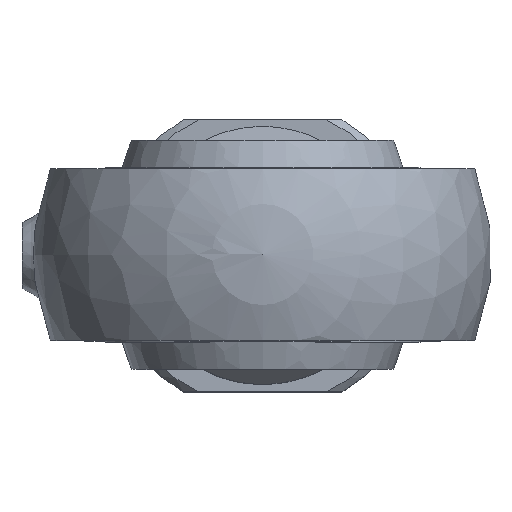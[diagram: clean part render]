
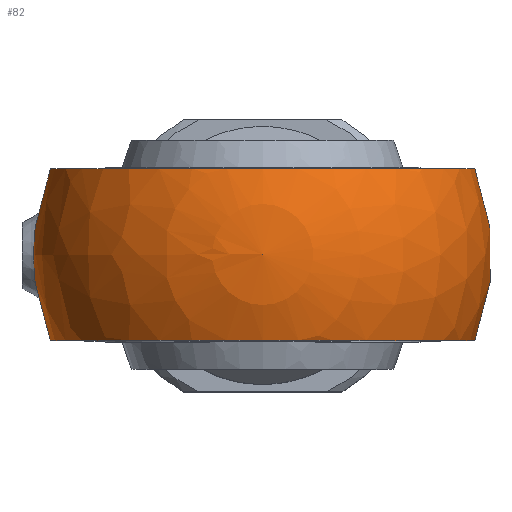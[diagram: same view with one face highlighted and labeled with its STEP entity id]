
A CAD part, top view. The second image highlights one B-rep face of the part: STEP entity #82.
In plain terms, the highlighted spherical face has radius 16 mm.
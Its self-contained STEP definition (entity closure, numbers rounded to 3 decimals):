
#82 = ADVANCED_FACE( '', ( #140, #141 ), #142, .T. );
#140 = FACE_BOUND( '', #261, .T. );
#141 = FACE_OUTER_BOUND( '', #262, .T. );
#142 = SPHERICAL_SURFACE( '', #263, 16. );
#261 = VERTEX_LOOP( '', #477 );
#262 = EDGE_LOOP( '', ( #478, #479, #480, #481 ) );
#263 = AXIS2_PLACEMENT_3D( '', #482, #483, #484 );
#477 = VERTEX_POINT( '', #712 );
#478 = ORIENTED_EDGE( '', *, *, #713, .F. );
#479 = ORIENTED_EDGE( '', *, *, #708, .T. );
#480 = ORIENTED_EDGE( '', *, *, #705, .F. );
#481 = ORIENTED_EDGE( '', *, *, #702, .T. );
#482 = CARTESIAN_POINT( '', ( 0., 0., 50. ) );
#483 = DIRECTION( '', ( 0., 0., -1. ) );
#484 = DIRECTION( '', ( -1., 0., 0. ) );
#702 = EDGE_CURVE( '', #776, #779, #781, .F. );
#705 = EDGE_CURVE( '', #776, #784, #786, .T. );
#708 = EDGE_CURVE( '', #787, #784, #790, .F. );
#712 = CARTESIAN_POINT( '', ( 0., 0., 66. ) );
#713 = EDGE_CURVE( '', #787, #779, #797, .T. );
#776 = VERTEX_POINT( '', #959 );
#779 = VERTEX_POINT( '', #970 );
#781 = CIRCLE( '', #979, 14.832 );
#784 = VERTEX_POINT( '', #982 );
#786 = CIRCLE( '', #991, 14.538 );
#787 = VERTEX_POINT( '', #992 );
#790 = CIRCLE( '', #1003, 14.832 );
#797 = CIRCLE( '', #1010, 14.538 );
#959 = CARTESIAN_POINT( '', ( 13.242, 6., 43.318 ) );
#970 = CARTESIAN_POINT( '', ( -13.242, 6., 43.318 ) );
#979 = AXIS2_PLACEMENT_3D( '', #1145, #1146, #1147 );
#982 = CARTESIAN_POINT( '', ( 13.242, -6., 43.318 ) );
#991 = AXIS2_PLACEMENT_3D( '', #1151, #1152, #1153 );
#992 = CARTESIAN_POINT( '', ( -13.242, -6., 43.318 ) );
#1003 = AXIS2_PLACEMENT_3D( '', #1155, #1156, #1157 );
#1010 = AXIS2_PLACEMENT_3D( '', #1167, #1168, #1169 );
#1145 = CARTESIAN_POINT( '', ( 0., 6., 50. ) );
#1146 = DIRECTION( '', ( 0., 1., 0. ) );
#1147 = DIRECTION( '', ( 0., 0., 1. ) );
#1151 = CARTESIAN_POINT( '', ( 0., 0., 43.318 ) );
#1152 = DIRECTION( '', ( 0., 0., -1. ) );
#1153 = DIRECTION( '', ( -1., 0., 0. ) );
#1155 = CARTESIAN_POINT( '', ( 0., -6., 50. ) );
#1156 = DIRECTION( '', ( 0., -1., 0. ) );
#1157 = DIRECTION( '', ( 0., 0., -1. ) );
#1167 = CARTESIAN_POINT( '', ( 0., 0., 43.318 ) );
#1168 = DIRECTION( '', ( 0., 0., -1. ) );
#1169 = DIRECTION( '', ( -1., 0., 0. ) );
